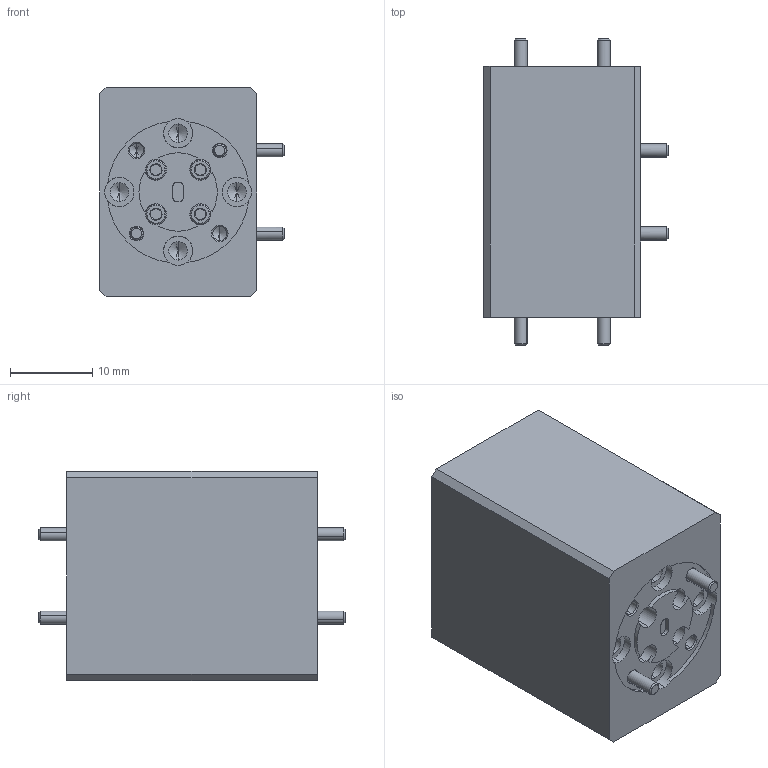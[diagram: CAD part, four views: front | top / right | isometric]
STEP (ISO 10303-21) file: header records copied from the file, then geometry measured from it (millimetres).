
FILE_DESCRIPTION (( 'STEP AP203' ), '1' );
FILE_NAME ('DMAT-094-101-A1.STEP', '2024-03-26T20:05:14', ( '' ), ( '' ), 'SwSTEP 2.0', 'SolidWorks 2021', '' );
FILE_SCHEMA (( 'CONFIG_CONTROL_DESIGN' ));
Length unit declared in the file: inch
Products named in the file (1): DMAT-094-101-A1
Bounding box: 22.42 x 37.21 x 25.4 mm (x, y, z)
Volume: 13809.1 mm3; surface area: 5371.9 mm2
Topology: 5 solids, 7 shells, 459 faces, 1030 edges, 594 vertices
Faces by surface type: cone 180, cylinder 150, plane 129
Entity records: 12715 total; most frequent: CARTESIAN_POINT 2452, DIRECTION 2306, ORIENTED_EDGE 1972, EDGE_CURVE 986, AXIS2_PLACEMENT_3D 924, VERTEX_POINT 594, EDGE_LOOP 512, CIRCLE 464
